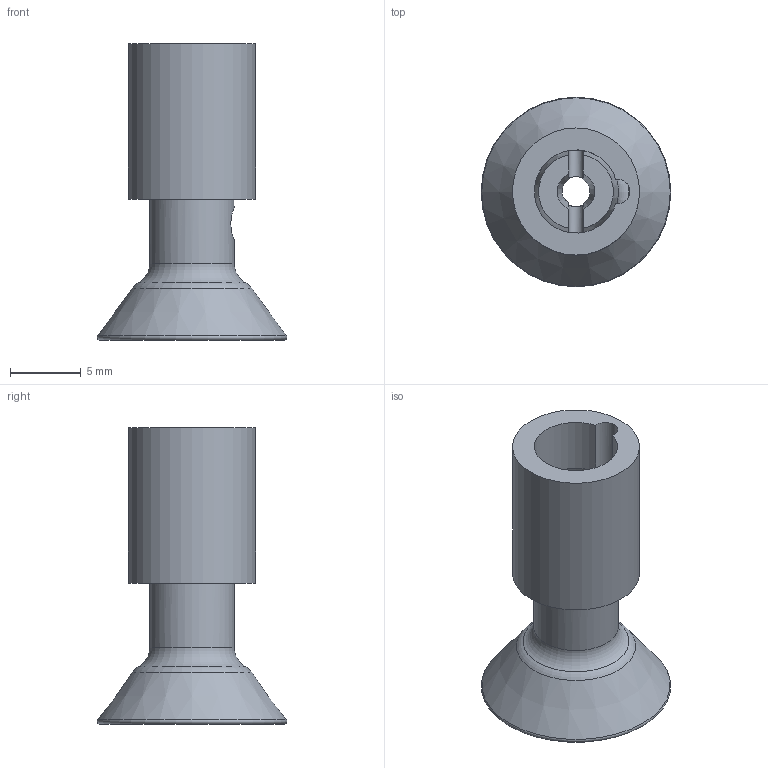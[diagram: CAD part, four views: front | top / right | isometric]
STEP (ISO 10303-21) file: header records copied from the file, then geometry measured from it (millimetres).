
FILE_DESCRIPTION(/* description */ (''),/* implementation_level */ '2;1');
FILE_NAME(/* name */ 'Meter Lead Push-On Adapter.step',/* time_stamp */ '2020-02-14T06:18:12-05:00',/* author */ (''),/* organization */ (''),/* preprocessor_version */ 'ST-DEVELOPER v18',/* originating_system */ 'Autodesk Translation Framework v8.12.0.6',/* authorisation */ '');
FILE_SCHEMA (('AUTOMOTIVE_DESIGN { 1 0 10303 214 3 1 1 }'));
Length unit declared in the file: millimetre
Products named in the file (1): Meter Lead Push-On Adapter
Bounding box: 13.43 x 13.43 x 21 mm (x, y, z)
Volume: 990.1 mm3; surface area: 1321.9 mm2
Topology: 2 solids, 2 shells, 30 faces, 87 edges, 60 vertices
Faces by surface type: plane 11, cylinder 8, cone 8, torus 3
Full cylindrical faces by diameter (mm): 2.4 x1, 6 x1, 9 x1
Entity records: 1183 total; most frequent: CARTESIAN_POINT 361, ORIENTED_EDGE 174, DIRECTION 158, EDGE_CURVE 87, AXIS2_PLACEMENT_3D 67, VERTEX_POINT 60, CIRCLE 36, EDGE_LOOP 35
